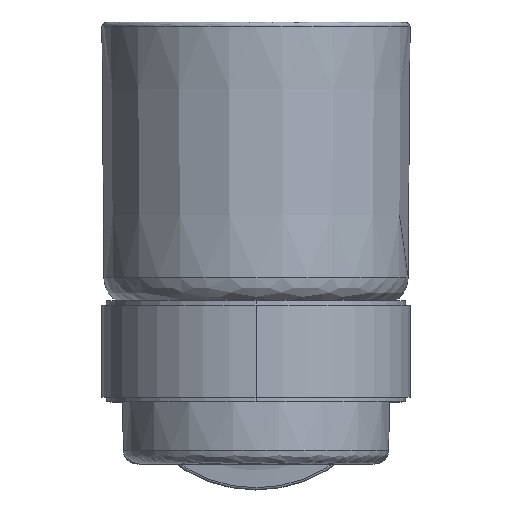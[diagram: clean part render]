
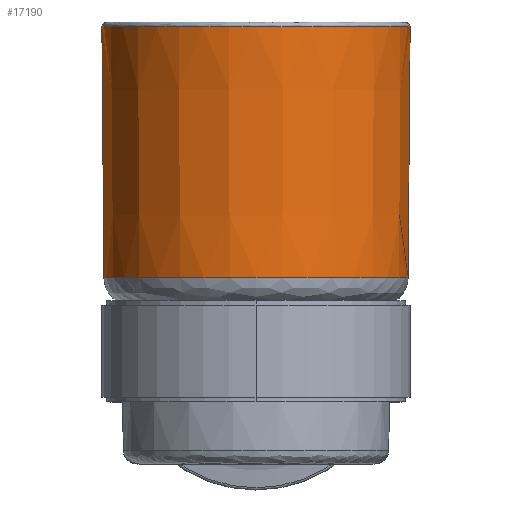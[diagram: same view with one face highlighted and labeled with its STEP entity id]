
A CAD part, top view. The second image highlights one B-rep face of the part: STEP entity #17190.
In plain terms, the highlighted conical face has half-angle 0.47 degrees and reference radius 33.492 mm.
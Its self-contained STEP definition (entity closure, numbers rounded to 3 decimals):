
#430 = VERTEX_POINT ( 'NONE', #17456 ) ;
#1061 = CARTESIAN_POINT ( 'NONE',  ( 33.044, 0.003, -40.425 ) ) ;
#1498 = EDGE_CURVE ( 'NONE', #6135, #14380, #1584, .T. ) ;
#1584 = LINE ( 'NONE', #6265, #8678 ) ;
#2235 = ORIENTED_EDGE ( 'NONE', *, *, #1498, .T. ) ;
#2518 = AXIS2_PLACEMENT_3D ( 'NONE', #18211, #18520, #6915 ) ;
#3194 = ORIENTED_EDGE ( 'NONE', *, *, #17635, .F. ) ;
#3641 = DIRECTION ( 'NONE',  ( 0.008, 0., -1. ) ) ;
#3647 = EDGE_CURVE ( 'NONE', #430, #14380, #14919, .T. ) ;
#3698 = CONICAL_SURFACE ( 'NONE', #6703, 33.492, 0.008 ) ;
#4041 = CIRCLE ( 'NONE', #8067, 33.044 ) ;
#4137 = DIRECTION ( 'NONE',  ( -1., 0., 0. ) ) ;
#4819 = AXIS2_PLACEMENT_3D ( 'NONE', #18465, #13626, #4137 ) ;
#4914 = CARTESIAN_POINT ( 'NONE',  ( 0., 0., -94.992 ) ) ;
#4930 = DIRECTION ( 'NONE',  ( 0., 0., -1. ) ) ;
#5586 = EDGE_CURVE ( 'NONE', #16964, #6135, #10479, .T. ) ;
#6096 = AXIS2_PLACEMENT_3D ( 'NONE', #6602, #4930, #16010 ) ;
#6135 = VERTEX_POINT ( 'NONE', #12044 ) ;
#6265 = CARTESIAN_POINT ( 'NONE',  ( 33.492, 0., -94.992 ) ) ;
#6602 = CARTESIAN_POINT ( 'NONE',  ( 0., 0., -40.425 ) ) ;
#6703 = AXIS2_PLACEMENT_3D ( 'NONE', #4914, #17683, #8056 ) ;
#6915 = DIRECTION ( 'NONE',  ( -1., 0., 0. ) ) ;
#7019 = EDGE_CURVE ( 'NONE', #20397, #430, #19676, .T. ) ;
#8056 = DIRECTION ( 'NONE',  ( -1., 0., 0. ) ) ;
#8067 = AXIS2_PLACEMENT_3D ( 'NONE', #8268, #16501, #9764 ) ;
#8268 = CARTESIAN_POINT ( 'NONE',  ( 0., 0., -40.425 ) ) ;
#8678 = VECTOR ( 'NONE', #3641, 1000. ) ;
#9193 = CARTESIAN_POINT ( 'NONE',  ( -33.492, 0., -94.992 ) ) ;
#9203 = CARTESIAN_POINT ( 'NONE',  ( 33.492, 0., -94.992 ) ) ;
#9764 = DIRECTION ( 'NONE',  ( -1., 0., 0. ) ) ;
#9950 = ORIENTED_EDGE ( 'NONE', *, *, #5586, .T. ) ;
#10372 = ORIENTED_EDGE ( 'NONE', *, *, #7019, .F. ) ;
#10445 = EDGE_LOOP ( 'NONE', ( #18727, #9950, #2235, #17786, #10372, #3194 ) ) ;
#10479 = CIRCLE ( 'NONE', #6096, 33.044 ) ;
#11244 = FACE_OUTER_BOUND ( 'NONE', #10445, .T. ) ;
#12044 = CARTESIAN_POINT ( 'NONE',  ( 33.044, 0., -40.425 ) ) ;
#12249 = CARTESIAN_POINT ( 'NONE',  ( -33.044, 0., -40.425 ) ) ;
#13626 = DIRECTION ( 'NONE',  ( 0., 0., -1. ) ) ;
#14380 = VERTEX_POINT ( 'NONE', #9203 ) ;
#14651 = CARTESIAN_POINT ( 'NONE',  ( -33.492, 0., -94.992 ) ) ;
#14919 = CIRCLE ( 'NONE', #4819, 33.492 ) ;
#16010 = DIRECTION ( 'NONE',  ( -1., 0., 0. ) ) ;
#16501 = DIRECTION ( 'NONE',  ( 0., 0., -1. ) ) ;
#16964 = VERTEX_POINT ( 'NONE', #1061 ) ;
#17177 = VECTOR ( 'NONE', #20649, 1000. ) ;
#17190 = ADVANCED_FACE ( 'NONE', ( #11244 ), #3698, .T. ) ;
#17287 = EDGE_CURVE ( 'NONE', #17417, #16964, #4041, .T. ) ;
#17417 = VERTEX_POINT ( 'NONE', #12249 ) ;
#17456 = CARTESIAN_POINT ( 'NONE',  ( 33.49, 0.297, -94.992 ) ) ;
#17495 = LINE ( 'NONE', #14651, #17177 ) ;
#17635 = EDGE_CURVE ( 'NONE', #17417, #20397, #17495, .T. ) ;
#17683 = DIRECTION ( 'NONE',  ( 0., 0., -1. ) ) ;
#17786 = ORIENTED_EDGE ( 'NONE', *, *, #3647, .F. ) ;
#18211 = CARTESIAN_POINT ( 'NONE',  ( 0., 0., -94.992 ) ) ;
#18465 = CARTESIAN_POINT ( 'NONE',  ( 0., 0., -94.992 ) ) ;
#18520 = DIRECTION ( 'NONE',  ( 0., 0., -1. ) ) ;
#18727 = ORIENTED_EDGE ( 'NONE', *, *, #17287, .T. ) ;
#19676 = CIRCLE ( 'NONE', #2518, 33.492 ) ;
#20397 = VERTEX_POINT ( 'NONE', #9193 ) ;
#20649 = DIRECTION ( 'NONE',  ( -0.008, 0., -1. ) ) ;
